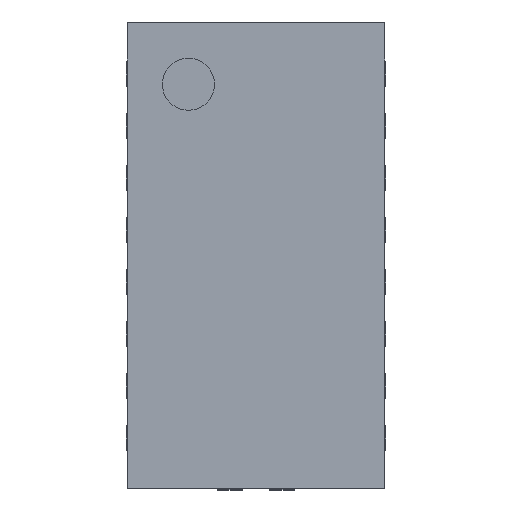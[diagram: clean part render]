
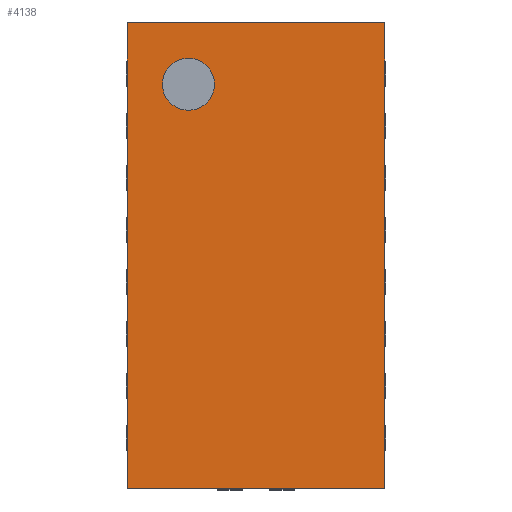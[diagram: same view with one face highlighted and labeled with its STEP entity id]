
A CAD part, top view. The second image highlights one B-rep face of the part: STEP entity #4138.
In plain terms, the highlighted planar face has unit normal (0, 0, 1).
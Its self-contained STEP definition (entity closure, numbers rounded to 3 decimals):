
#13=DIRECTION('',(0.,0.,1.));
#28=VECTOR('',#29,1.);
#29=DIRECTION('',(0.,-1.,0.));
#37=VECTOR('',#38,1.);
#38=DIRECTION('',(1.,0.));
#39=( GEOMETRIC_REPRESENTATION_CONTEXT(2) PARAMETRIC_REPRESENTATION_CONTEXT() REPRESENTATION_CONTEXT('2D SPACE','') );
#43=DIRECTION('',(1.,0.,0.));
#44=DEFINITIONAL_REPRESENTATION('',(#45),#39);
#45=LINE('',#46,#37);
#46=CARTESIAN_POINT('',(0.,0.));
#53=VECTOR('',#43,1.);
#58=VECTOR('',#59,1.);
#59=DIRECTION('',(0.,1.));
#95=VECTOR('',#96,1.);
#96=DIRECTION('',(0.,-1.));
#148=CARTESIAN_POINT('',(-1.24,2.24,0.02));
#289=DEFINITIONAL_REPRESENTATION('',(#290),#39);
#290=LINE('',#46,#58);
#292=PLANE('',#293);
#293=AXIS2_PLACEMENT_3D('',#148,#29,#13);
#302=PLANE('',#303);
#303=AXIS2_PLACEMENT_3D('',#148,#43,#13);
#335=DIRECTION('',(-0.,0.,-1.));
#353=VECTOR('',#354,1.);
#354=DIRECTION('',(1.,-0.));
#781=CARTESIAN_POINT('',(-1.24,-2.24,0.02));
#789=DEFINITIONAL_REPRESENTATION('',(#790),#39);
#790=LINE('',#791,#58);
#791=CARTESIAN_POINT('',(4.48,0.));
#793=PLANE('',#794);
#794=AXIS2_PLACEMENT_3D('',#781,#29,#13);
#826=DIRECTION('',(0.,-0.,-1.));
#928=CARTESIAN_POINT('',(1.24,2.24,0.02));
#930=DEFINITIONAL_REPRESENTATION('',(#931),#39);
#931=LINE('',#932,#37);
#932=CARTESIAN_POINT('',(0.,2.48));
#934=PLANE('',#935);
#935=AXIS2_PLACEMENT_3D('',#928,#43,#13);
#1534=ORIENTED_EDGE('',*,*,#1535,.F.);
#1535=EDGE_CURVE('',#1536,#1538,#1540,.T.);
#1536=VERTEX_POINT('',#1537);
#1537=CARTESIAN_POINT('',(-1.24,2.24,0.8));
#1538=VERTEX_POINT('',#1539);
#1539=CARTESIAN_POINT('',(1.24,2.24,0.8));
#1540=SURFACE_CURVE('',#1541,(#1542,#1546),.PCURVE_S1.);
#1541=LINE('',#1537,#53);
#1542=PCURVE('',#292,#1543);
#1543=DEFINITIONAL_REPRESENTATION('',(#1544),#39);
#1544=LINE('',#1545,#95);
#1545=CARTESIAN_POINT('',(0.78,0.));
#1546=PCURVE('',#1547,#289);
#1547=PLANE('',#1548);
#1548=AXIS2_PLACEMENT_3D('',#1537,#13,#29);
#1667=ORIENTED_EDGE('',*,*,#1668,.T.);
#1668=EDGE_CURVE('',#1536,#1669,#1671,.T.);
#1669=VERTEX_POINT('',#1670);
#1670=CARTESIAN_POINT('',(-1.24,-2.24,0.8));
#1671=SURFACE_CURVE('',#1672,(#1673,#1676),.PCURVE_S1.);
#1672=LINE('',#1537,#28);
#1673=PCURVE('',#302,#1674);
#1674=DEFINITIONAL_REPRESENTATION('',(#1675),#39);
#1675=LINE('',#1545,#58);
#1676=PCURVE('',#1547,#44);
#2426=EDGE_CURVE('',#1538,#2427,#2429,.T.);
#2427=VERTEX_POINT('',#2428);
#2428=CARTESIAN_POINT('',(1.24,-2.24,0.8));
#2429=SURFACE_CURVE('',#2430,(#2431,#2432),.PCURVE_S1.);
#2430=LINE('',#1539,#28);
#2431=PCURVE('',#934,#1674);
#2432=PCURVE('',#1547,#930);
#3727=EDGE_CURVE('',#1669,#2427,#3728,.T.);
#3728=SURFACE_CURVE('',#3729,(#3730,#3731),.PCURVE_S1.);
#3729=LINE('',#1670,#53);
#3730=PCURVE('',#793,#1543);
#3731=PCURVE('',#1547,#789);
#4138=ADVANCED_FACE('',(#4139,#4143),#1547,.T.);
#4139=FACE_BOUND('',#4140,.T.);
#4140=EDGE_LOOP('',(#1534,#1667,#4141,#4142));
#4141=ORIENTED_EDGE('',*,*,#3727,.T.);
#4142=ORIENTED_EDGE('',*,*,#2426,.F.);
#4143=FACE_BOUND('',#4144,.T.);
#4144=EDGE_LOOP('',(#4145));
#4145=ORIENTED_EDGE('',*,*,#4146,.T.);
#4146=EDGE_CURVE('',#4147,#4147,#4149,.T.);
#4147=VERTEX_POINT('',#4148);
#4148=CARTESIAN_POINT('',(-0.65,1.4,0.8));
#4149=SURFACE_CURVE('',#4150,(#4153,#4162),.PCURVE_S1.);
#4150=CIRCLE('',#4151,0.25);
#4151=AXIS2_PLACEMENT_3D('',#4152,#826,#29);
#4152=CARTESIAN_POINT('',(-0.65,1.65,0.8));
#4153=PCURVE('',#1547,#4154);
#4154=DEFINITIONAL_REPRESENTATION('',(#4155),#39);
#4155=( BOUNDED_CURVE() B_SPLINE_CURVE(2,(#4156,#4157,#4158,#4159,#4160,#4161,#4156),.UNSPECIFIED.,.T.,.F.) B_SPLINE_CURVE_WITH_KNOTS((1,2,2,2,2,1),(-2.094,0.,2.094,4.189,6.283,8.378),.UNSPECIFIED.) CURVE() GEOMETRIC_REPRESENTATION_ITEM() RATIONAL_B_SPLINE_CURVE((1.,0.5,1.,0.5,1.,0.5,1.)) REPRESENTATION_ITEM('') );
#4156=CARTESIAN_POINT('',(0.84,0.59));
#4157=CARTESIAN_POINT('',(0.84,0.157));
#4158=CARTESIAN_POINT('',(0.465,0.373));
#4159=CARTESIAN_POINT('',(0.09,0.59));
#4160=CARTESIAN_POINT('',(0.465,0.807));
#4161=CARTESIAN_POINT('',(0.84,1.023));
#4162=PCURVE('',#4163,#4166);
#4163=CYLINDRICAL_SURFACE('',#4164,0.25);
#4164=AXIS2_PLACEMENT_3D('',#4165,#335,#29);
#4165=CARTESIAN_POINT('',(-0.65,1.65,0.81));
#4166=DEFINITIONAL_REPRESENTATION('',(#4167),#39);
#4167=LINE('',#4168,#353);
#4168=CARTESIAN_POINT('',(-6.283,0.01));
